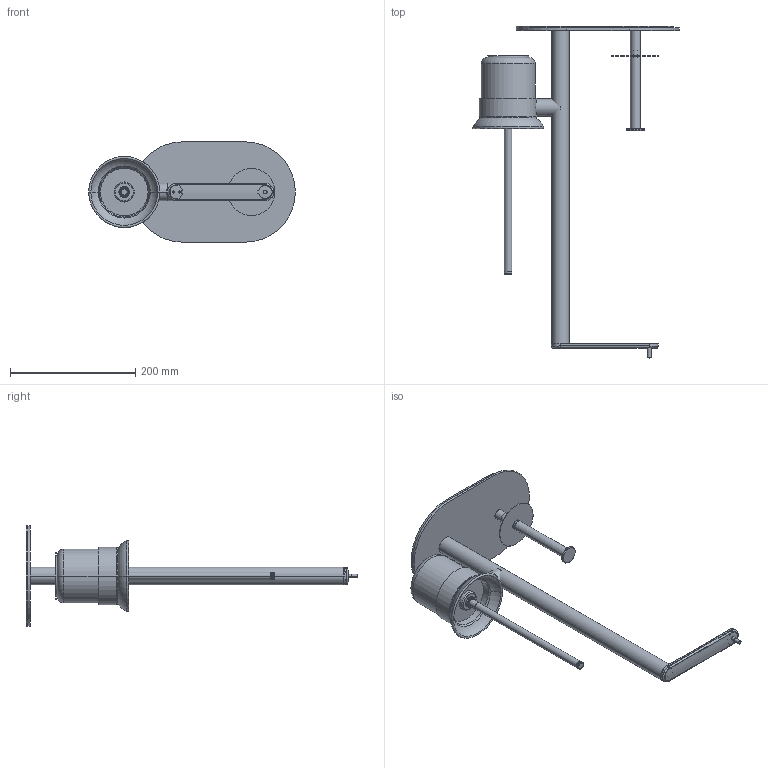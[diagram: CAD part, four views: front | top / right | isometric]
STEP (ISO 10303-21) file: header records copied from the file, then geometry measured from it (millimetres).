
FILE_DESCRIPTION((''),'2;1');
FILE_NAME('AA200091_ASM','2019-06-05T15:50:00',('SJ03'),(''),'CREO PARAMETRIC BY PTC INC, 2018100','CREO PARAMETRIC BY PTC INC, 2018100','');
FILE_SCHEMA(('CONFIG_CONTROL_DESIGN'));
Length unit declared in the file: millimetre
Products named in the file (33): 80SS010091_AF0; 81HAA200091; 82HSS010091; 81AA200091_ASM; 82SS010091_AF0; 82AA030044_AF0; 83SS010091_AF0; 81AA030011_AF0; 8DM6X12_AF0; 84SS010091_AF0; 85SS010091_AF0; 8DM5X8_AF0; 86SS010091_AF0; 83AA030011_AF0; 87SS010091_AF0; 80HAA200061_AF0; 81HAA200091-1_AF0; 81HAA200011_AF6; 80AA200061_ASM; 86AA030061; 84AA030061; 83AA030061; 82AA030061; 81AA030061; 81AA200061; AA200091-1_ASM; 81HAA200041; 82HAA200041; 80HAA200041; 81AA200041_ASM; 81AA140045_AF0; 8CM4X8_AF0; AA200091_ASM
Assembly tree (32 placements, depth 4):
  AA200091_ASM
    80SS010091_AF0
    81AA200091_ASM
      81HAA200091
      82HSS010091
    82SS010091_AF0
    82AA030044_AF0
    83SS010091_AF0
    81AA030011_AF0
    8DM6X12_AF0
    84SS010091_AF0
    85SS010091_AF0
    8DM5X8_AF0
    86SS010091_AF0
    83AA030011_AF0
    87SS010091_AF0
    AA200091-1_ASM
      80AA200061_ASM
        80HAA200061_AF0
        81HAA200091-1_AF0
        81HAA200011_AF6
      86AA030061
      84AA030061
      83AA030061
      82AA030061
      81AA030061
      81AA200061
    81AA200041_ASM
      81HAA200041
      82HAA200041
      80HAA200041
    81AA140045_AF0
    8CM4X8_AF0
Bounding box: 329.72 x 529.5 x 160 mm (x, y, z)
Volume: 801755.6 mm3; surface area: 447559.8 mm2
Topology: 28 solids, 39 shells, 465 faces, 1072 edges, 674 vertices
Faces by surface type: cylinder 205, plane 132, cone 67, torus 32, bspline 27, sphere 2
Entity records: 22022 total; most frequent: CARTESIAN_POINT 10651, DIRECTION 2442, ORIENTED_EDGE 2080, EDGE_CURVE 1062, AXIS2_PLACEMENT_3D 1003, VERTEX_POINT 674, EDGE_LOOP 530, CIRCLE 466
